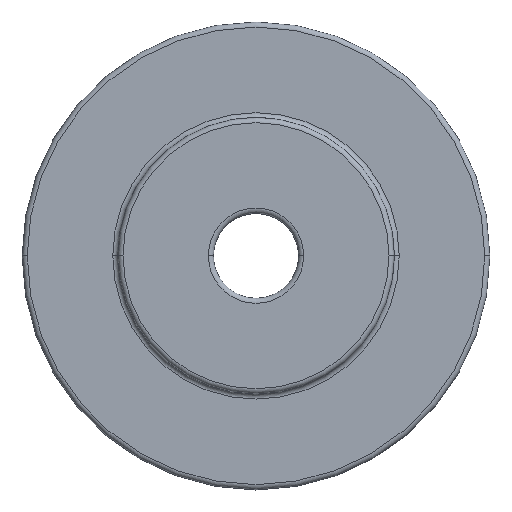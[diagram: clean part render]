
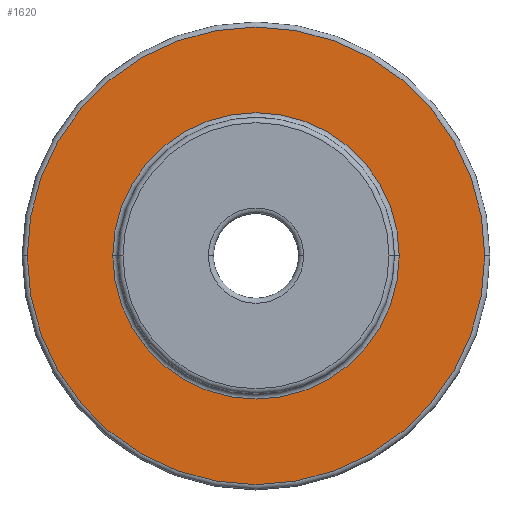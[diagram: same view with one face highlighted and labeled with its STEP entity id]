
A CAD part, top view. The second image highlights one B-rep face of the part: STEP entity #1620.
In plain terms, the highlighted planar face has unit normal (0, 0, 1).
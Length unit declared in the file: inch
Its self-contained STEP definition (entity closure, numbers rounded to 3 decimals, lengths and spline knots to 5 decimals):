
#22 = DIRECTION ( 'NONE',  ( 0., 0., 1. ) ) ;
#28 = FACE_BOUND ( 'NONE', #3034, .T. ) ;
#497 = EDGE_CURVE ( 'NONE', #2414, #2812, #3729, .T. ) ;
#693 = CARTESIAN_POINT ( 'NONE',  ( -0.6725, 0., 0.094 ) ) ;
#751 = AXIS2_PLACEMENT_3D ( 'NONE', #4040, #4011, #2406 ) ;
#1100 = PLANE ( 'NONE',  #4330 ) ;
#1129 = DIRECTION ( 'NONE',  ( -1., 0., 0. ) ) ;
#1178 = EDGE_CURVE ( 'NONE', #2812, #2414, #3932, .T. ) ;
#1228 = ORIENTED_EDGE ( 'NONE', *, *, #2485, .T. ) ;
#1620 = ADVANCED_FACE ( 'NONE', ( #3126, #28 ), #1100, .F. ) ;
#1630 = CARTESIAN_POINT ( 'NONE',  ( 0., 0., 0.094 ) ) ;
#1837 = DIRECTION ( 'NONE',  ( -1., 0., 0. ) ) ;
#1878 = CARTESIAN_POINT ( 'NONE',  ( -0.421, 0., 0.094 ) ) ;
#2406 = DIRECTION ( 'NONE',  ( -1., 0., 0. ) ) ;
#2414 = VERTEX_POINT ( 'NONE', #1878 ) ;
#2485 = EDGE_CURVE ( 'NONE', #4559, #2519, #3745, .T. ) ;
#2502 = CARTESIAN_POINT ( 'NONE',  ( 0.421, 0., 0.094 ) ) ;
#2519 = VERTEX_POINT ( 'NONE', #3923 ) ;
#2612 = DIRECTION ( 'NONE',  ( 0., 0., -1. ) ) ;
#2690 = CIRCLE ( 'NONE', #751, 0.6725 ) ;
#2812 = VERTEX_POINT ( 'NONE', #2502 ) ;
#3034 = EDGE_LOOP ( 'NONE', ( #4795, #3914 ) ) ;
#3126 = FACE_OUTER_BOUND ( 'NONE', #4710, .T. ) ;
#3256 = DIRECTION ( 'NONE',  ( 0., 0., -1. ) ) ;
#3419 = DIRECTION ( 'NONE',  ( 0., 0., -1. ) ) ;
#3637 = DIRECTION ( 'NONE',  ( -1., 0., 0. ) ) ;
#3729 = CIRCLE ( 'NONE', #4205, 0.421 ) ;
#3745 = CIRCLE ( 'NONE', #4038, 0.6725 ) ;
#3907 = DIRECTION ( 'NONE',  ( -1., 0., 0. ) ) ;
#3914 = ORIENTED_EDGE ( 'NONE', *, *, #1178, .T. ) ;
#3923 = CARTESIAN_POINT ( 'NONE',  ( 0.6725, 0., 0.094 ) ) ;
#3932 = CIRCLE ( 'NONE', #4684, 0.421 ) ;
#4011 = DIRECTION ( 'NONE',  ( 0., 0., 1. ) ) ;
#4038 = AXIS2_PLACEMENT_3D ( 'NONE', #4311, #22, #3907 ) ;
#4040 = CARTESIAN_POINT ( 'NONE',  ( 0., 0., 0.094 ) ) ;
#4053 = EDGE_CURVE ( 'NONE', #2519, #4559, #2690, .T. ) ;
#4205 = AXIS2_PLACEMENT_3D ( 'NONE', #4562, #2612, #1837 ) ;
#4311 = CARTESIAN_POINT ( 'NONE',  ( 0., 0., 0.094 ) ) ;
#4317 = ORIENTED_EDGE ( 'NONE', *, *, #4053, .T. ) ;
#4330 = AXIS2_PLACEMENT_3D ( 'NONE', #4974, #3419, #1129 ) ;
#4559 = VERTEX_POINT ( 'NONE', #693 ) ;
#4562 = CARTESIAN_POINT ( 'NONE',  ( 0., 0., 0.094 ) ) ;
#4684 = AXIS2_PLACEMENT_3D ( 'NONE', #1630, #3256, #3637 ) ;
#4710 = EDGE_LOOP ( 'NONE', ( #1228, #4317 ) ) ;
#4795 = ORIENTED_EDGE ( 'NONE', *, *, #497, .T. ) ;
#4974 = CARTESIAN_POINT ( 'NONE',  ( 0., -0.406, 0.094 ) ) ;
